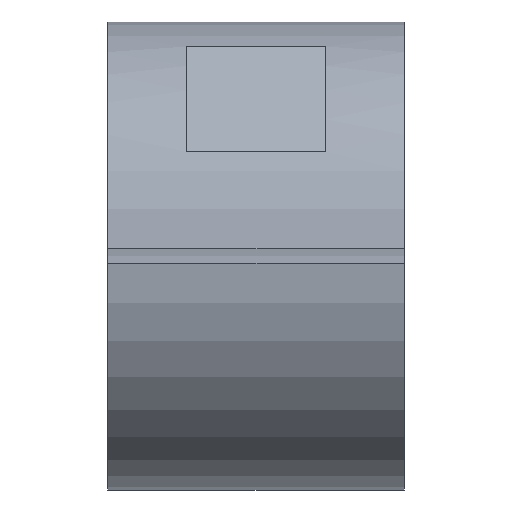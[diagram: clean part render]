
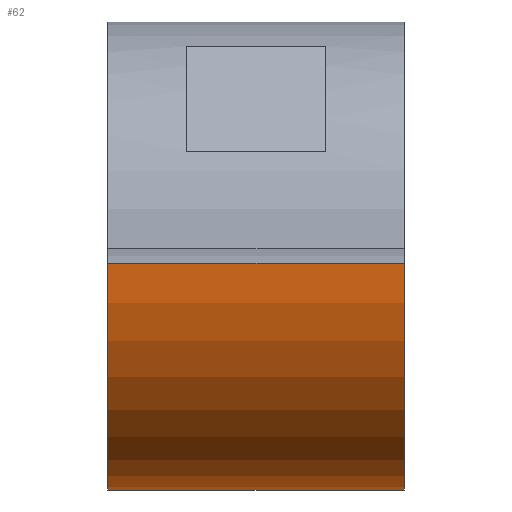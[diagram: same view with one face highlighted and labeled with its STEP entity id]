
A CAD part, left-side view. The second image highlights one B-rep face of the part: STEP entity #62.
In plain terms, the highlighted cylindrical face has radius 15.875 mm (diameter 31.75 mm), a partial arc.
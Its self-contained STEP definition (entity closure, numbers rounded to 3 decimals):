
#1 = CYLINDRICAL_SURFACE ( 'NONE', #194, 15.875 ) ;
#37 = VECTOR ( 'NONE', #864, 1000. ) ;
#57 = VERTEX_POINT ( 'NONE', #267 ) ;
#62 = ADVANCED_FACE ( 'NONE', ( #287 ), #1, .T. ) ;
#63 = EDGE_CURVE ( 'NONE', #147, #475, #850, .T. ) ;
#85 = CARTESIAN_POINT ( 'NONE',  ( 0., -10.071, -15.875 ) ) ;
#100 = EDGE_CURVE ( 'NONE', #57, #147, #124, .T. ) ;
#111 = EDGE_CURVE ( 'NONE', #509, #475, #581, .T. ) ;
#124 = LINE ( 'NONE', #85, #37 ) ;
#147 = VERTEX_POINT ( 'NONE', #463 ) ;
#157 = DIRECTION ( 'NONE',  ( 0., 1., 0. ) ) ;
#194 = AXIS2_PLACEMENT_3D ( 'NONE', #733, #663, #874 ) ;
#208 = AXIS2_PLACEMENT_3D ( 'NONE', #630, #640, #643 ) ;
#237 = CARTESIAN_POINT ( 'NONE',  ( -15.867, -10.071, -0.508 ) ) ;
#267 = CARTESIAN_POINT ( 'NONE',  ( 0., -10.071, -15.875 ) ) ;
#287 = FACE_OUTER_BOUND ( 'NONE', #612, .T. ) ;
#318 = CARTESIAN_POINT ( 'NONE',  ( -15.867, 10.071, -0.508 ) ) ;
#358 = ORIENTED_EDGE ( 'NONE', *, *, #111, .T. ) ;
#369 = ORIENTED_EDGE ( 'NONE', *, *, #63, .F. ) ;
#384 = VECTOR ( 'NONE', #157, 1000. ) ;
#463 = CARTESIAN_POINT ( 'NONE',  ( 0., 10.071, -15.875 ) ) ;
#475 = VERTEX_POINT ( 'NONE', #318 ) ;
#509 = VERTEX_POINT ( 'NONE', #237 ) ;
#520 = EDGE_CURVE ( 'NONE', #57, #509, #824, .T. ) ;
#562 = AXIS2_PLACEMENT_3D ( 'NONE', #792, #599, #811 ) ;
#581 = LINE ( 'NONE', #763, #384 ) ;
#587 = ORIENTED_EDGE ( 'NONE', *, *, #520, .T. ) ;
#599 = DIRECTION ( 'NONE',  ( 0., 1., 0. ) ) ;
#612 = EDGE_LOOP ( 'NONE', ( #613, #587, #358, #369 ) ) ;
#613 = ORIENTED_EDGE ( 'NONE', *, *, #100, .F. ) ;
#630 = CARTESIAN_POINT ( 'NONE',  ( 0., 10.071, 0. ) ) ;
#640 = DIRECTION ( 'NONE',  ( 0., 1., 0. ) ) ;
#643 = DIRECTION ( 'NONE',  ( 0., 0., 1. ) ) ;
#663 = DIRECTION ( 'NONE',  ( 0., 1., 0. ) ) ;
#733 = CARTESIAN_POINT ( 'NONE',  ( 0., -10.071, 0. ) ) ;
#763 = CARTESIAN_POINT ( 'NONE',  ( -15.867, -10.071, -0.508 ) ) ;
#792 = CARTESIAN_POINT ( 'NONE',  ( 0., -10.071, 0. ) ) ;
#811 = DIRECTION ( 'NONE',  ( 0., 0., 1. ) ) ;
#824 = CIRCLE ( 'NONE', #562, 15.875 ) ;
#850 = CIRCLE ( 'NONE', #208, 15.875 ) ;
#864 = DIRECTION ( 'NONE',  ( 0., 1., 0. ) ) ;
#874 = DIRECTION ( 'NONE',  ( 0., 0., 1. ) ) ;
